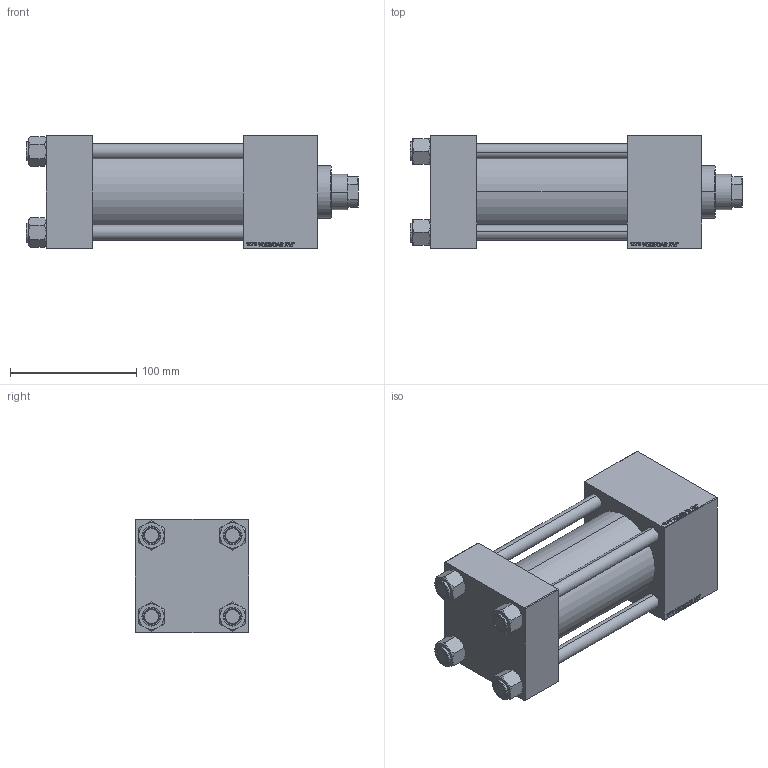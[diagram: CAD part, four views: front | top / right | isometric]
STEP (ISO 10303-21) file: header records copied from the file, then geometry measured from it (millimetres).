
FILE_DESCRIPTION (( 'STEP AP203' ), '1' );
FILE_NAME ('6d0e.STEP', '2023-08-22T18:33:54', ( '' ), ( '' ), 'SwSTEP 2.0', 'SolidWorks 2019', '' );
FILE_SCHEMA (( 'CONFIG_CONTROL_DESIGN' ));
Length unit declared in the file: millimetre
Products named in the file (8): NUT_M5_C 8dabe81092ffd01e80c881a8417ddcf7; V215_VC_A 8dabe81092ffd01e80c881a8417ddcf7; V215CR_C_Body 8dabe81092ffd01e80c881a8417ddcf7; 6d0e; DFA 8dabe81092ffd01e80c881a8417ddcf7; V215CR_VCP_C 8dabe81092ffd01e80c881a8417ddcf7; V215CR_C_TYCINKA 8dabe81092ffd01e80c881a8417ddcf7; FEMALE_PART_FOR_DFA 8dabe81092ffd01e80c881a8417ddcf7
Assembly tree (13 placements, depth 3):
  6d0e
    V215CR_C_Body 8dabe81092ffd01e80c881a8417ddcf7
    V215CR_VCP_C 8dabe81092ffd01e80c881a8417ddcf7
    NUT_M5_C 8dabe81092ffd01e80c881a8417ddcf7  x4
    V215CR_C_TYCINKA 8dabe81092ffd01e80c881a8417ddcf7  x4
    V215_VC_A 8dabe81092ffd01e80c881a8417ddcf7
    DFA 8dabe81092ffd01e80c881a8417ddcf7
      FEMALE_PART_FOR_DFA 8dabe81092ffd01e80c881a8417ddcf7
Bounding box: 263 x 90 x 90 mm (x, y, z)
Volume: 1072457.2 mm3; surface area: 225993.9 mm2
Topology: 12 solids, 12 shells, 1182 faces, 2954 edges, 1913 vertices
Faces by surface type: plane 538, bspline 392, cone 148, cylinder 96, torus 8
Entity records: 51401 total; most frequent: CARTESIAN_POINT 27292, ORIENTED_EDGE 5400, DIRECTION 3482, EDGE_CURVE 2700, VERTEX_POINT 1769, VECTOR 1630, LINE 1630, EDGE_LOOP 1191
